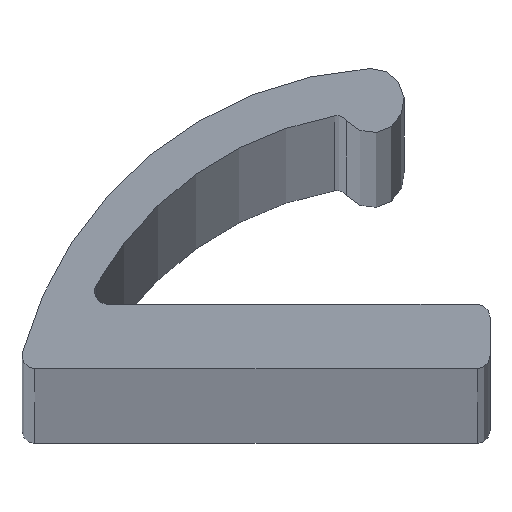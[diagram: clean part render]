
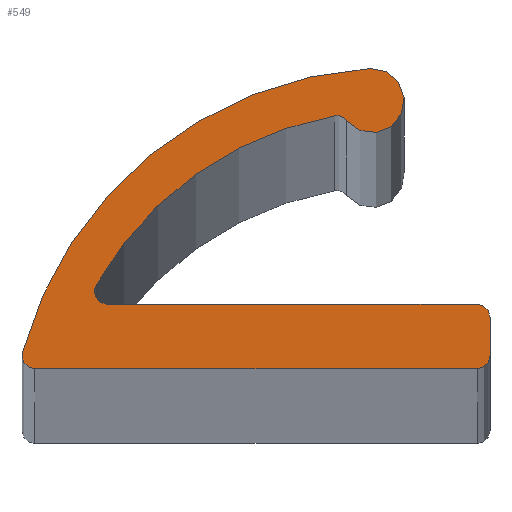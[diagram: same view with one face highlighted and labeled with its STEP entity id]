
A CAD part, top view. The second image highlights one B-rep face of the part: STEP entity #549.
In plain terms, the highlighted planar face has unit normal (0, 0, 1).
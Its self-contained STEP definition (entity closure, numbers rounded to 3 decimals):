
#19 = DIRECTION ( 'NONE',  ( -1., 0., 0. ) ) ;
#20 = DIRECTION ( 'NONE',  ( 0., 0., -1. ) ) ;
#21 = CARTESIAN_POINT ( 'NONE',  ( 6.674, 4.752, 500. ) ) ;
#22 = PLANE ( 'NONE',  #381 ) ;
#57 = DIRECTION ( 'NONE',  ( -1., 0., 0. ) ) ;
#58 = CARTESIAN_POINT ( 'NONE',  ( 0.495, 0., 500. ) ) ;
#59 = LINE ( 'NONE', #58, #388 ) ;
#77 = DIRECTION ( 'NONE',  ( 0., 0., -1. ) ) ;
#78 = CARTESIAN_POINT ( 'NONE',  ( 5.851, 4.099, 500. ) ) ;
#80 = CARTESIAN_POINT ( 'NONE',  ( 0.495, 0.3, 500. ) ) ;
#81 = DIRECTION ( 'NONE',  ( -1., 0., 0. ) ) ;
#82 = DIRECTION ( 'NONE',  ( 0., 0., -1. ) ) ;
#83 = DIRECTION ( 'NONE',  ( 0., 0., 1. ) ) ;
#84 = DIRECTION ( 'NONE',  ( 1., 0., 0. ) ) ;
#87 = CARTESIAN_POINT ( 'NONE',  ( 9.124, -1.2, 500. ) ) ;
#88 = DIRECTION ( 'NONE',  ( -1., 0., 0. ) ) ;
#97 = DIRECTION ( 'NONE',  ( 0., 0., 1. ) ) ;
#106 = DIRECTION ( 'NONE',  ( 0., 0., 1. ) ) ;
#115 = DIRECTION ( 'NONE',  ( 0., 0., -1. ) ) ;
#116 = CARTESIAN_POINT ( 'NONE',  ( 7.203, -3.481, 500. ) ) ;
#119 = DIRECTION ( 'NONE',  ( 1., 0., 0. ) ) ;
#120 = CARTESIAN_POINT ( 'NONE',  ( 9.124, -1.5, 500. ) ) ;
#121 = LINE ( 'NONE', #120, #427 ) ;
#127 = CARTESIAN_POINT ( 'NONE',  ( -1.193, -1.2, 500. ) ) ;
#128 = DIRECTION ( 'NONE',  ( -1., 0., 0. ) ) ;
#129 = DIRECTION ( 'NONE',  ( -1., 0., 0. ) ) ;
#132 = CARTESIAN_POINT ( 'NONE',  ( -1.193, -1.2, 500. ) ) ;
#134 = DIRECTION ( 'NONE',  ( -1., 0., 0. ) ) ;
#142 = DIRECTION ( 'NONE',  ( -1., 0., 0. ) ) ;
#144 = DIRECTION ( 'NONE',  ( 0., 0., 1. ) ) ;
#147 = CARTESIAN_POINT ( 'NONE',  ( 6.086, 4.285, 500. ) ) ;
#152 = CARTESIAN_POINT ( 'NONE',  ( 6.625, 5.5, 500. ) ) ;
#153 = CARTESIAN_POINT ( 'NONE',  ( -1.482, -1.121, 500. ) ) ;
#159 = CARTESIAN_POINT ( 'NONE',  ( 9.124, -1.5, 500. ) ) ;
#160 = DIRECTION ( 'NONE',  ( 0., 0., 1. ) ) ;
#162 = CARTESIAN_POINT ( 'NONE',  ( 9.124, 0., 500. ) ) ;
#164 = CARTESIAN_POINT ( 'NONE',  ( 0.234, 0.447, 500. ) ) ;
#165 = DIRECTION ( 'NONE',  ( 0., 0., 1. ) ) ;
#166 = CARTESIAN_POINT ( 'NONE',  ( -1.193, -1.5, 500. ) ) ;
#168 = CARTESIAN_POINT ( 'NONE',  ( 9.124, -0.3, 500. ) ) ;
#169 = DIRECTION ( 'NONE',  ( -1., 0., 0. ) ) ;
#175 = CARTESIAN_POINT ( 'NONE',  ( 9.424, -0.3, 500. ) ) ;
#179 = CARTESIAN_POINT ( 'NONE',  ( 9.424, -0.3, 500. ) ) ;
#181 = CARTESIAN_POINT ( 'NONE',  ( 7.203, -3.481, 500. ) ) ;
#184 = CARTESIAN_POINT ( 'NONE',  ( 0.495, 0.3, 500. ) ) ;
#187 = LINE ( 'NONE', #179, #458 ) ;
#188 = CARTESIAN_POINT ( 'NONE',  ( 5.798, 4.394, 500. ) ) ;
#189 = CARTESIAN_POINT ( 'NONE',  ( 0.195, 0.3, 500. ) ) ;
#193 = DIRECTION ( 'NONE',  ( -1., 0., 0. ) ) ;
#201 = DIRECTION ( 'NONE',  ( 0., 1., 0. ) ) ;
#202 = CARTESIAN_POINT ( 'NONE',  ( 9.424, -1.2, 500. ) ) ;
#203 = DIRECTION ( 'NONE',  ( 0., 0., -1. ) ) ;
#205 = DIRECTION ( 'NONE',  ( -1., 0., 0. ) ) ;
#207 = CARTESIAN_POINT ( 'NONE',  ( 6.674, 4.752, 500. ) ) ;
#212 = CARTESIAN_POINT ( 'NONE',  ( -1.493, -1.2, 500. ) ) ;
#213 = CARTESIAN_POINT ( 'NONE',  ( 0.495, 0., 500. ) ) ;
#215 = EDGE_LOOP ( 'NONE', ( #320, #319, #249, #248, #289, #291, #271, #299, #290, #235, #253, #251, #227 ) ) ;
#227 = ORIENTED_EDGE ( 'NONE', *, *, #525, .T. ) ;
#235 = ORIENTED_EDGE ( 'NONE', *, *, #524, .T. ) ;
#248 = ORIENTED_EDGE ( 'NONE', *, *, #517, .T. ) ;
#249 = ORIENTED_EDGE ( 'NONE', *, *, #489, .T. ) ;
#251 = ORIENTED_EDGE ( 'NONE', *, *, #532, .T. ) ;
#253 = ORIENTED_EDGE ( 'NONE', *, *, #476, .T. ) ;
#257 = AXIS2_PLACEMENT_3D ( 'NONE', #207, #160, #169 ) ;
#271 = ORIENTED_EDGE ( 'NONE', *, *, #469, .T. ) ;
#288 = VERTEX_POINT ( 'NONE', #213 ) ;
#289 = ORIENTED_EDGE ( 'NONE', *, *, #530, .T. ) ;
#290 = ORIENTED_EDGE ( 'NONE', *, *, #538, .T. ) ;
#291 = ORIENTED_EDGE ( 'NONE', *, *, #526, .T. ) ;
#299 = ORIENTED_EDGE ( 'NONE', *, *, #522, .T. ) ;
#304 = VERTEX_POINT ( 'NONE', #212 ) ;
#305 = VERTEX_POINT ( 'NONE', #147 ) ;
#309 = VERTEX_POINT ( 'NONE', #153 ) ;
#310 = VERTEX_POINT ( 'NONE', #164 ) ;
#313 = VERTEX_POINT ( 'NONE', #202 ) ;
#316 = VERTEX_POINT ( 'NONE', #159 ) ;
#317 = VERTEX_POINT ( 'NONE', #189 ) ;
#319 = ORIENTED_EDGE ( 'NONE', *, *, #491, .T. ) ;
#320 = ORIENTED_EDGE ( 'NONE', *, *, #481, .T. ) ;
#324 = VERTEX_POINT ( 'NONE', #166 ) ;
#325 = VERTEX_POINT ( 'NONE', #175 ) ;
#327 = VERTEX_POINT ( 'NONE', #152 ) ;
#339 = VERTEX_POINT ( 'NONE', #188 ) ;
#344 = VERTEX_POINT ( 'NONE', #162 ) ;
#381 = AXIS2_PLACEMENT_3D ( 'NONE', #21, #20, #19 ) ;
#388 = VECTOR ( 'NONE', #57, 1000. ) ;
#410 = AXIS2_PLACEMENT_3D ( 'NONE', #116, #115, #129 ) ;
#416 = AXIS2_PLACEMENT_3D ( 'NONE', #80, #77, #81 ) ;
#418 = AXIS2_PLACEMENT_3D ( 'NONE', #78, #82, #84 ) ;
#427 = VECTOR ( 'NONE', #119, 1000. ) ;
#429 = FACE_OUTER_BOUND ( 'NONE', #215, .T. ) ;
#438 = AXIS2_PLACEMENT_3D ( 'NONE', #168, #144, #193 ) ;
#442 = AXIS2_PLACEMENT_3D ( 'NONE', #132, #106, #134 ) ;
#446 = AXIS2_PLACEMENT_3D ( 'NONE', #87, #83, #88 ) ;
#453 = AXIS2_PLACEMENT_3D ( 'NONE', #181, #165, #128 ) ;
#454 = AXIS2_PLACEMENT_3D ( 'NONE', #127, #97, #142 ) ;
#455 = AXIS2_PLACEMENT_3D ( 'NONE', #184, #203, #205 ) ;
#458 = VECTOR ( 'NONE', #201, 1000. ) ;
#467 = CIRCLE ( 'NONE', #446, 0.3 ) ;
#469 = EDGE_CURVE ( 'NONE', #313, #325, #187, .T. ) ;
#471 = CIRCLE ( 'NONE', #438, 0.3 ) ;
#476 = EDGE_CURVE ( 'NONE', #317, #310, #519, .T. ) ;
#477 = CIRCLE ( 'NONE', #453, 9. ) ;
#478 = CIRCLE ( 'NONE', #442, 0.3 ) ;
#481 = EDGE_CURVE ( 'NONE', #305, #327, #553, .T. ) ;
#483 = CIRCLE ( 'NONE', #410, 8. ) ;
#484 = CIRCLE ( 'NONE', #454, 0.3 ) ;
#485 = CIRCLE ( 'NONE', #416, 0.3 ) ;
#489 = EDGE_CURVE ( 'NONE', #309, #304, #484, .T. ) ;
#491 = EDGE_CURVE ( 'NONE', #327, #309, #477, .T. ) ;
#494 = CIRCLE ( 'NONE', #418, 0.3 ) ;
#517 = EDGE_CURVE ( 'NONE', #304, #324, #478, .T. ) ;
#519 = CIRCLE ( 'NONE', #455, 0.3 ) ;
#522 = EDGE_CURVE ( 'NONE', #325, #344, #471, .T. ) ;
#524 = EDGE_CURVE ( 'NONE', #288, #317, #485, .T. ) ;
#525 = EDGE_CURVE ( 'NONE', #339, #305, #494, .T. ) ;
#526 = EDGE_CURVE ( 'NONE', #316, #313, #467, .T. ) ;
#530 = EDGE_CURVE ( 'NONE', #324, #316, #121, .T. ) ;
#532 = EDGE_CURVE ( 'NONE', #310, #339, #483, .T. ) ;
#538 = EDGE_CURVE ( 'NONE', #344, #288, #59, .T. ) ;
#549 = ADVANCED_FACE ( 'NONE', ( #429 ), #22, .F. ) ;
#553 = CIRCLE ( 'NONE', #257, 0.75 ) ;
